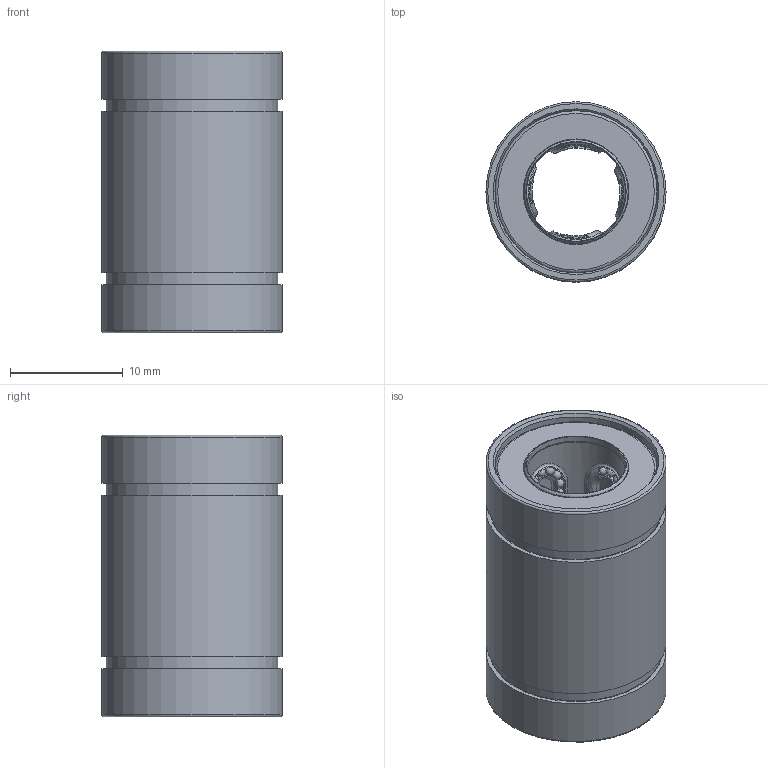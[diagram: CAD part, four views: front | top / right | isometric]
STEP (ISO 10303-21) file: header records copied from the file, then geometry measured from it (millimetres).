
FILE_DESCRIPTION(/* description */ (''),/* implementation_level */ '2;1');
FILE_NAME(/* name */ '3766N14Fixed Alignment Linear Ball Bearing.stp',/* time_stamp */ '2024-05-05T11:34:26+02:00',/* author */ (''),/* organization */ (''),/* preprocessor_version */ 'ST-DEVELOPER v20',/* originating_system */ 'Autodesk Translation Framework v12.20.1.177',/* authorisation */ '');
FILE_SCHEMA (('AUTOMOTIVE_DESIGN { 1 0 10303 214 3 1 1 }'));
Length unit declared in the file: millimetre
Products named in the file (1): 3766N14_Fixed Alignment Linear Ball Bearing
Bounding box: 16 x 16 x 25 mm (x, y, z)
Volume: 3345.1 mm3; surface area: 5117.7 mm2
Topology: 139 solids, 139 shells, 268 faces, 726 edges, 469 vertices
Faces by surface type: sphere 136, bspline 66, plane 32, torus 16, cylinder 16, cone 2
Full cylindrical faces by diameter (mm): 8.8 x3, 8.924 x2, 14.4 x2, 15.2 x2, 16 x3
Entity records: 26728 total; most frequent: CARTESIAN_POINT 21404, DIRECTION 1003, ORIENTED_EDGE 908, AXIS2_PLACEMENT_3D 474, VERTEX_POINT 469, EDGE_CURVE 454, EDGE_LOOP 285, FACE_OUTER_BOUND 268
